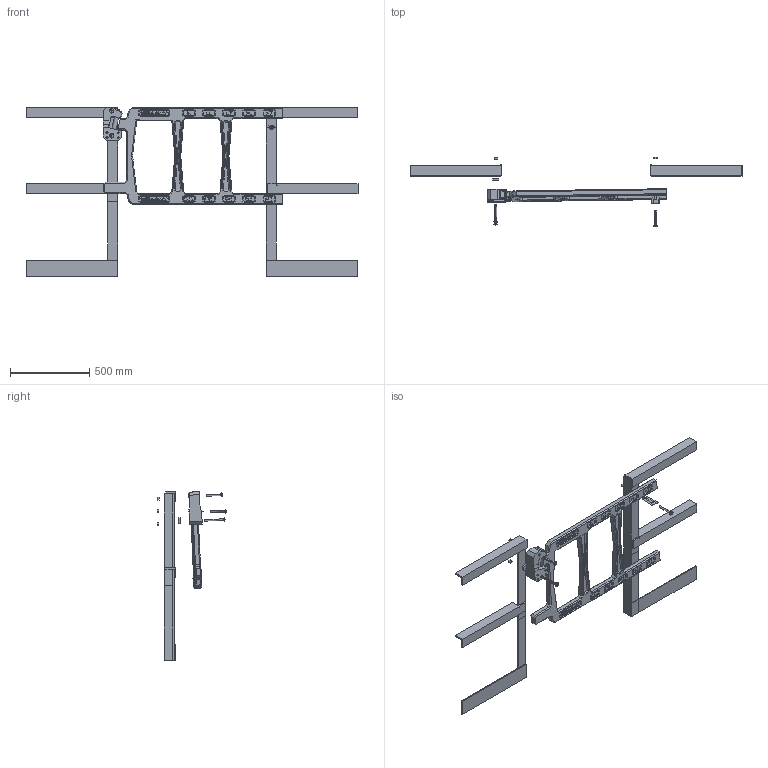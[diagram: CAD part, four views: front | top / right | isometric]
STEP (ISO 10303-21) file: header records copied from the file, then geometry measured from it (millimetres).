
FILE_DESCRIPTION(/* description */ (''),/* implementation_level */ '2;1');
FILE_NAME(/* name */ 'UDG-37_Angle_Guardrail',/* time_stamp */ '2013-09-09T07:24:00-05:00',/* author */ (''),/* organization */ (''),/* preprocessor_version */ 'ST-DEVELOPER v10',/* originating_system */ '',/* authorisation */ '');
FILE_SCHEMA (('CONFIG_CONTROL_DESIGN'));
Products named in the file (1): 1
Bounding box: 2100.05 x 441.57 x 1067.11 mm (x, y, z)
Volume: 5838086.5 mm3; surface area: 2345458.6 mm2
Topology: 250 solids, 257 shells, 3445 faces, 8138 edges, 5222 vertices
Faces by surface type: bspline 3445
Entity records: 131523 total; most frequent: CARTESIAN_POINT 80840, ORIENTED_EDGE 16198, EDGE_CURVE 8128, B_SPLINE_CURVE_WITH_KNOTS 6897, VERTEX_POINT 5220, EDGE_LOOP 3640, ADVANCED_FACE 3445, FACE_OUTER_BOUND 3445
